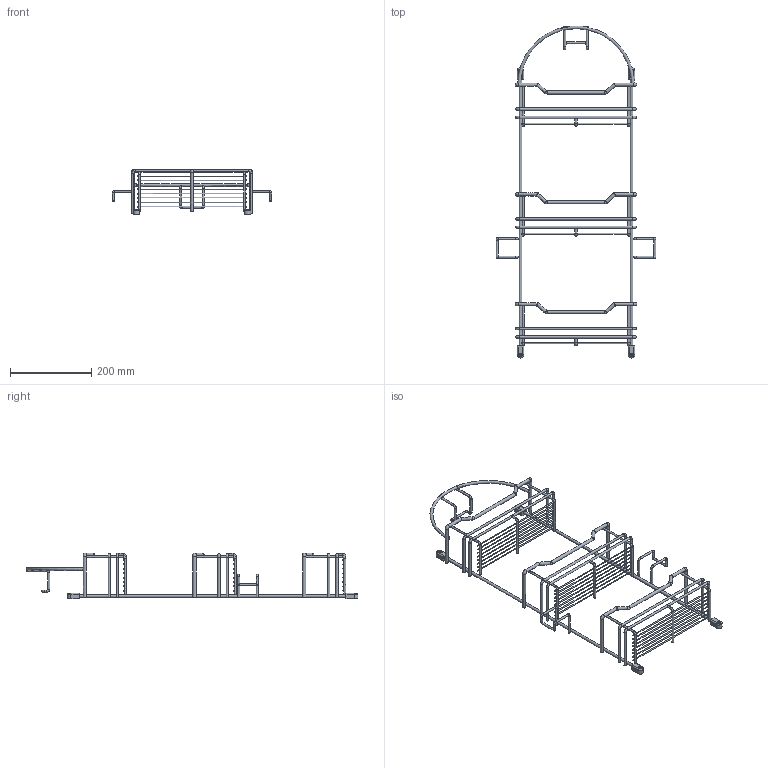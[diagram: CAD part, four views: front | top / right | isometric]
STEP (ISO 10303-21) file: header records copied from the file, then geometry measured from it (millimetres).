
FILE_DESCRIPTION((''),'2;1');
FILE_NAME('38066014_ESTANTE ACCESORIOS ASPIRADOR.stp','2017-02-16T12:34:01',('Fernando'),(''),'Autodesk Inventor 2010','Autodesk Inventor 2010','');
FILE_SCHEMA(('AUTOMOTIVE_DESIGN { 1 0 10303 214 1 1 1 1 }'));
Length unit declared in the file: millimetre
Products named in the file (3): AccAspirador - Ensamblaje; Estante para Accesorios Aspirador; Fijacion
Assembly tree (5 placements, depth 2):
  AccAspirador - Ensamblaje
    Estante para Accesorios Aspirador
    Fijacion  x4
Bounding box: 393.03 x 816.53 x 113.11 mm (x, y, z)
Volume: 319196.6 mm3; surface area: 229252.2 mm2
Topology: 17 solids, 17 shells, 334 faces, 626 edges, 386 vertices
Faces by surface type: plane 109, bspline 104, cylinder 85, torus 32, cone 4
Full cylindrical faces by diameter (mm): 2.5 x24, 5 x23, 5.6 x12, 7 x1, 8 x12
Entity records: 12211 total; most frequent: CARTESIAN_POINT 7142, DIRECTION 929, ORIENTED_EDGE 720, EDGE_LOOP 611, AXIS2_PLACEMENT_3D 455, EDGE_CURVE 360, VERTEX_POINT 325, FACE_BOUND 322
